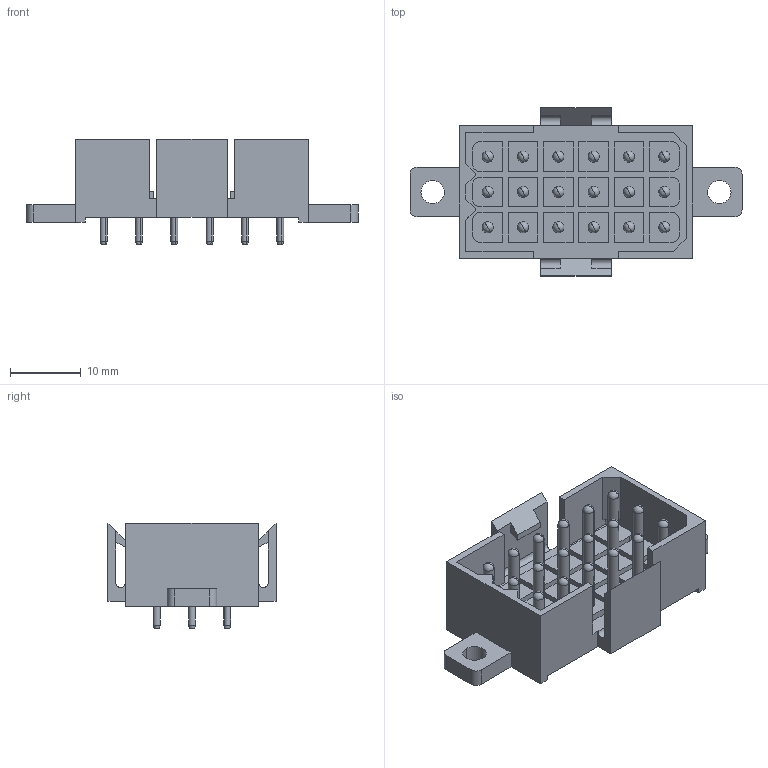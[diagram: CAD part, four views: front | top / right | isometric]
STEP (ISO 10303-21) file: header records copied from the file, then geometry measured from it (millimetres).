
FILE_DESCRIPTION(('CATIA V5 STEP Exchange','CAx-IF Rec.Pracs.--- Model Styling and Organization---1.2---2011-12-15'),'2;1');
FILE_NAME ('D1452053_0_1444800000_1444800000.stp','2018-09-20T17:45:43+00:00',('none'),('Weidmueller'),'CATIA Version 5-6 Release 2014','CATIA V5 STEP AP214','none');
FILE_SCHEMA(('AUTOMOTIVE_DESIGN { 1 0 10303 214 1 1 1 1 }'));
Length unit declared in the file: millimetre
Products named in the file (1): 1444800000
Bounding box: 47 x 23.8 x 15 mm (x, y, z)
Volume: 3499.5 mm3; surface area: 5259 mm2
Topology: 19 solids, 19 shells, 392 faces, 932 edges, 578 vertices
Faces by surface type: plane 188, cylinder 132, sphere 36, cone 36
Entity records: 9878 total; most frequent: ORIENTED_EDGE 1792, CARTESIAN_POINT 1681, DIRECTION 1308, EDGE_CURVE 896, VERTEX_POINT 578, VECTOR 560, LINE 560, AXIS2_PLACEMENT_3D 543
